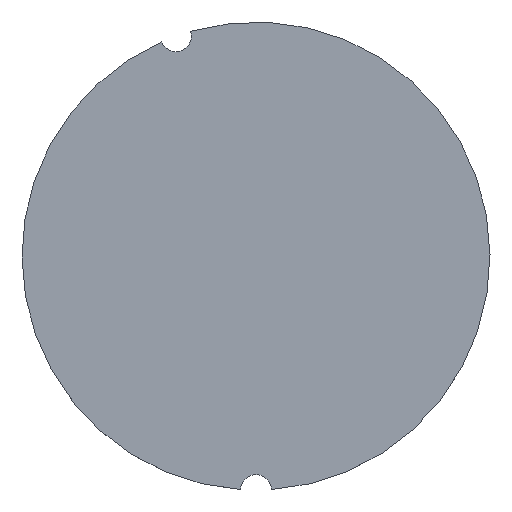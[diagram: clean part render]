
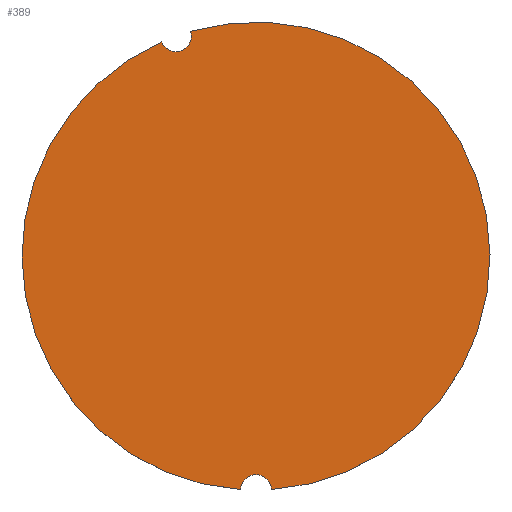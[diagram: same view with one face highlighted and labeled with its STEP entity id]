
A CAD part, top view. The second image highlights one B-rep face of the part: STEP entity #389.
In plain terms, the highlighted planar face has unit normal (0, 0, 1).
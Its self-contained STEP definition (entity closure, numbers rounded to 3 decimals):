
#35 = VERTEX_POINT('',#36);
#36 = CARTESIAN_POINT('',(112.797,-83.681,1.6));
#43 = CYLINDRICAL_SURFACE('',#44,1.5);
#44 = AXIS2_PLACEMENT_3D('',#45,#46,#47);
#45 = CARTESIAN_POINT('',(114.189,-83.122,0.));
#46 = DIRECTION('',(-0.,-0.,-1.));
#47 = DIRECTION('',(1.,0.,-0.));
#55 = CYLINDRICAL_SURFACE('',#56,22.75);
#56 = AXIS2_PLACEMENT_3D('',#57,#58,#59);
#57 = CARTESIAN_POINT('',(121.97,-104.5,0.));
#58 = DIRECTION('',(-0.,-0.,-1.));
#59 = DIRECTION('',(1.,0.,-0.));
#67 = EDGE_CURVE('',#35,#68,#70,.T.);
#68 = VERTEX_POINT('',#69);
#69 = CARTESIAN_POINT('',(115.615,-82.656,1.6));
#70 = SURFACE_CURVE('',#71,(#76,#83),.PCURVE_S1.);
#71 = CIRCLE('',#72,1.5);
#72 = AXIS2_PLACEMENT_3D('',#73,#74,#75);
#73 = CARTESIAN_POINT('',(114.189,-83.122,1.6));
#74 = DIRECTION('',(0.,0.,1.));
#75 = DIRECTION('',(1.,0.,-0.));
#76 = PCURVE('',#43,#77);
#77 = DEFINITIONAL_REPRESENTATION('',(#78),#82);
#78 = LINE('',#79,#80);
#79 = CARTESIAN_POINT('',(-0.,-1.6));
#80 = VECTOR('',#81,1.);
#81 = DIRECTION('',(-1.,0.));
#82 = ( GEOMETRIC_REPRESENTATION_CONTEXT(2) 
PARAMETRIC_REPRESENTATION_CONTEXT() REPRESENTATION_CONTEXT('2D SPACE',''
  ) );
#83 = PCURVE('',#84,#89);
#84 = PLANE('',#85);
#85 = AXIS2_PLACEMENT_3D('',#86,#87,#88);
#86 = CARTESIAN_POINT('',(121.48,-104.586,1.6));
#87 = DIRECTION('',(-0.,-0.,-1.));
#88 = DIRECTION('',(-1.,0.,0.));
#89 = DEFINITIONAL_REPRESENTATION('',(#90),#98);
#90 = ( BOUNDED_CURVE() B_SPLINE_CURVE(2,(#91,#92,#93,#94,#95,#96,#97),
.UNSPECIFIED.,.T.,.F.) B_SPLINE_CURVE_WITH_KNOTS((1,2,2,2,2,1),(
    -2.094,0.,2.094,4.189,6.283,
8.378),.UNSPECIFIED.) CURVE() GEOMETRIC_REPRESENTATION_ITEM() 
RATIONAL_B_SPLINE_CURVE((1.,0.5,1.,0.5,1.,0.5,1.)) REPRESENTATION_ITEM(
  '') );
#91 = CARTESIAN_POINT('',(5.791,21.464));
#92 = CARTESIAN_POINT('',(5.791,24.063));
#93 = CARTESIAN_POINT('',(8.041,22.764));
#94 = CARTESIAN_POINT('',(10.291,21.464));
#95 = CARTESIAN_POINT('',(8.041,20.165));
#96 = CARTESIAN_POINT('',(5.791,18.866));
#97 = CARTESIAN_POINT('',(5.791,21.464));
#98 = ( GEOMETRIC_REPRESENTATION_CONTEXT(2) 
PARAMETRIC_REPRESENTATION_CONTEXT() REPRESENTATION_CONTEXT('2D SPACE',''
  ) );
#116 = CYLINDRICAL_SURFACE('',#117,22.75);
#117 = AXIS2_PLACEMENT_3D('',#118,#119,#120);
#118 = CARTESIAN_POINT('',(121.97,-104.5,0.));
#119 = DIRECTION('',(-0.,-0.,-1.));
#120 = DIRECTION('',(1.,0.,-0.));
#163 = EDGE_CURVE('',#35,#164,#166,.T.);
#164 = VERTEX_POINT('',#165);
#165 = CARTESIAN_POINT('',(120.471,-127.201,1.6));
#166 = SURFACE_CURVE('',#167,(#172,#179),.PCURVE_S1.);
#167 = CIRCLE('',#168,22.75);
#168 = AXIS2_PLACEMENT_3D('',#169,#170,#171);
#169 = CARTESIAN_POINT('',(121.97,-104.5,1.6));
#170 = DIRECTION('',(0.,0.,1.));
#171 = DIRECTION('',(1.,0.,-0.));
#172 = PCURVE('',#55,#173);
#173 = DEFINITIONAL_REPRESENTATION('',(#174),#178);
#174 = LINE('',#175,#176);
#175 = CARTESIAN_POINT('',(-0.,-1.6));
#176 = VECTOR('',#177,1.);
#177 = DIRECTION('',(-1.,0.));
#178 = ( GEOMETRIC_REPRESENTATION_CONTEXT(2) 
PARAMETRIC_REPRESENTATION_CONTEXT() REPRESENTATION_CONTEXT('2D SPACE',''
  ) );
#179 = PCURVE('',#84,#180);
#180 = DEFINITIONAL_REPRESENTATION('',(#181),#189);
#181 = ( BOUNDED_CURVE() B_SPLINE_CURVE(2,(#182,#183,#184,#185,#186,#187
,#188),.UNSPECIFIED.,.T.,.F.) B_SPLINE_CURVE_WITH_KNOTS((1,2,2,2,2,1),(
    -2.094,0.,2.094,4.189,6.283,
8.378),.UNSPECIFIED.) CURVE() GEOMETRIC_REPRESENTATION_ITEM() 
RATIONAL_B_SPLINE_CURVE((1.,0.5,1.,0.5,1.,0.5,1.)) REPRESENTATION_ITEM(
  '') );
#182 = CARTESIAN_POINT('',(-23.24,0.086));
#183 = CARTESIAN_POINT('',(-23.24,39.491));
#184 = CARTESIAN_POINT('',(10.885,19.789));
#185 = CARTESIAN_POINT('',(45.01,0.086));
#186 = CARTESIAN_POINT('',(10.885,-19.616));
#187 = CARTESIAN_POINT('',(-23.24,-39.318));
#188 = CARTESIAN_POINT('',(-23.24,0.086));
#189 = ( GEOMETRIC_REPRESENTATION_CONTEXT(2) 
PARAMETRIC_REPRESENTATION_CONTEXT() REPRESENTATION_CONTEXT('2D SPACE',''
  ) );
#207 = CYLINDRICAL_SURFACE('',#208,1.5);
#208 = AXIS2_PLACEMENT_3D('',#209,#210,#211);
#209 = CARTESIAN_POINT('',(121.97,-127.25,0.));
#210 = DIRECTION('',(-0.,-0.,-1.));
#211 = DIRECTION('',(1.,0.,-0.));
#251 = VERTEX_POINT('',#252);
#252 = CARTESIAN_POINT('',(123.469,-127.201,1.6));
#273 = EDGE_CURVE('',#251,#164,#274,.T.);
#274 = SURFACE_CURVE('',#275,(#280,#287),.PCURVE_S1.);
#275 = CIRCLE('',#276,1.5);
#276 = AXIS2_PLACEMENT_3D('',#277,#278,#279);
#277 = CARTESIAN_POINT('',(121.97,-127.25,1.6));
#278 = DIRECTION('',(0.,0.,1.));
#279 = DIRECTION('',(1.,0.,-0.));
#280 = PCURVE('',#207,#281);
#281 = DEFINITIONAL_REPRESENTATION('',(#282),#286);
#282 = LINE('',#283,#284);
#283 = CARTESIAN_POINT('',(-0.,-1.6));
#284 = VECTOR('',#285,1.);
#285 = DIRECTION('',(-1.,0.));
#286 = ( GEOMETRIC_REPRESENTATION_CONTEXT(2) 
PARAMETRIC_REPRESENTATION_CONTEXT() REPRESENTATION_CONTEXT('2D SPACE',''
  ) );
#287 = PCURVE('',#84,#288);
#288 = DEFINITIONAL_REPRESENTATION('',(#289),#297);
#289 = ( BOUNDED_CURVE() B_SPLINE_CURVE(2,(#290,#291,#292,#293,#294,#295
,#296),.UNSPECIFIED.,.T.,.F.) B_SPLINE_CURVE_WITH_KNOTS((1,2,2,2,2,1),(
    -2.094,0.,2.094,4.189,6.283,
8.378),.UNSPECIFIED.) CURVE() GEOMETRIC_REPRESENTATION_ITEM() 
RATIONAL_B_SPLINE_CURVE((1.,0.5,1.,0.5,1.,0.5,1.)) REPRESENTATION_ITEM(
  '') );
#290 = CARTESIAN_POINT('',(-1.99,-22.664));
#291 = CARTESIAN_POINT('',(-1.99,-20.065));
#292 = CARTESIAN_POINT('',(0.26,-21.364));
#293 = CARTESIAN_POINT('',(2.51,-22.664));
#294 = CARTESIAN_POINT('',(0.26,-23.963));
#295 = CARTESIAN_POINT('',(-1.99,-25.262));
#296 = CARTESIAN_POINT('',(-1.99,-22.664));
#297 = ( GEOMETRIC_REPRESENTATION_CONTEXT(2) 
PARAMETRIC_REPRESENTATION_CONTEXT() REPRESENTATION_CONTEXT('2D SPACE',''
  ) );
#330 = EDGE_CURVE('',#251,#68,#331,.T.);
#331 = SURFACE_CURVE('',#332,(#337,#344),.PCURVE_S1.);
#332 = CIRCLE('',#333,22.75);
#333 = AXIS2_PLACEMENT_3D('',#334,#335,#336);
#334 = CARTESIAN_POINT('',(121.97,-104.5,1.6));
#335 = DIRECTION('',(0.,0.,1.));
#336 = DIRECTION('',(1.,0.,-0.));
#337 = PCURVE('',#116,#338);
#338 = DEFINITIONAL_REPRESENTATION('',(#339),#343);
#339 = LINE('',#340,#341);
#340 = CARTESIAN_POINT('',(-0.,-1.6));
#341 = VECTOR('',#342,1.);
#342 = DIRECTION('',(-1.,0.));
#343 = ( GEOMETRIC_REPRESENTATION_CONTEXT(2) 
PARAMETRIC_REPRESENTATION_CONTEXT() REPRESENTATION_CONTEXT('2D SPACE',''
  ) );
#344 = PCURVE('',#84,#345);
#345 = DEFINITIONAL_REPRESENTATION('',(#346),#354);
#346 = ( BOUNDED_CURVE() B_SPLINE_CURVE(2,(#347,#348,#349,#350,#351,#352
,#353),.UNSPECIFIED.,.T.,.F.) B_SPLINE_CURVE_WITH_KNOTS((1,2,2,2,2,1),(
    -2.094,0.,2.094,4.189,6.283,
8.378),.UNSPECIFIED.) CURVE() GEOMETRIC_REPRESENTATION_ITEM() 
RATIONAL_B_SPLINE_CURVE((1.,0.5,1.,0.5,1.,0.5,1.)) REPRESENTATION_ITEM(
  '') );
#347 = CARTESIAN_POINT('',(-23.24,0.086));
#348 = CARTESIAN_POINT('',(-23.24,39.491));
#349 = CARTESIAN_POINT('',(10.885,19.789));
#350 = CARTESIAN_POINT('',(45.01,0.086));
#351 = CARTESIAN_POINT('',(10.885,-19.616));
#352 = CARTESIAN_POINT('',(-23.24,-39.318));
#353 = CARTESIAN_POINT('',(-23.24,0.086));
#354 = ( GEOMETRIC_REPRESENTATION_CONTEXT(2) 
PARAMETRIC_REPRESENTATION_CONTEXT() REPRESENTATION_CONTEXT('2D SPACE',''
  ) );
#389 = ADVANCED_FACE('',(#390),#84,.F.);
#390 = FACE_BOUND('',#391,.F.);
#391 = EDGE_LOOP('',(#392,#393,#394,#395));
#392 = ORIENTED_EDGE('',*,*,#67,.T.);
#393 = ORIENTED_EDGE('',*,*,#330,.F.);
#394 = ORIENTED_EDGE('',*,*,#273,.T.);
#395 = ORIENTED_EDGE('',*,*,#163,.F.);
